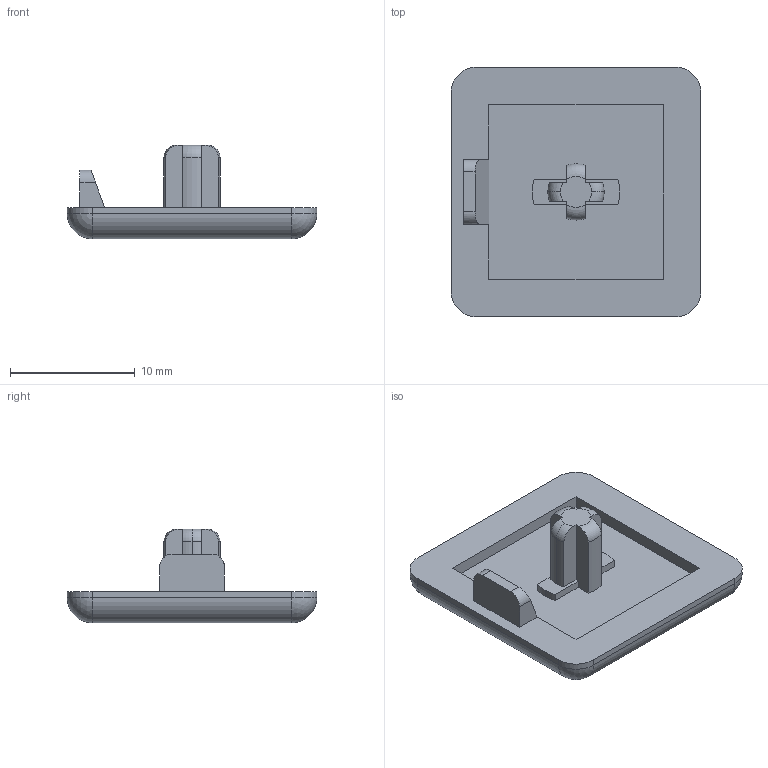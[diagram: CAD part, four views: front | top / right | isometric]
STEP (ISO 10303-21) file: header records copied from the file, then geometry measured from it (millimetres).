
FILE_DESCRIPTION(('STEP AP203'),'1');
FILE_NAME('fath_091180.stp','2021-11-24T07:05:53',('TraceParts'),('TraceParts S.A.'),'Spatial InterOp 3D',' ',' ');
FILE_SCHEMA(('CONFIG_CONTROL_DESIGN'));
Length unit declared in the file: millimetre
Products named in the file (1): 1
Bounding box: 20 x 20 x 7.5 mm (x, y, z)
Volume: 822.9 mm3; surface area: 1107.7 mm2
Topology: 1 solids, 1 shells, 61 faces, 159 edges, 98 vertices
Faces by surface type: plane 31, cylinder 20, torus 6, sphere 4
Entity records: 1927 total; most frequent: CARTESIAN_POINT 393, DIRECTION 315, ORIENTED_EDGE 310, EDGE_CURVE 155, AXIS2_PLACEMENT_3D 108, LINE 99, VECTOR 99, VERTEX_POINT 98
